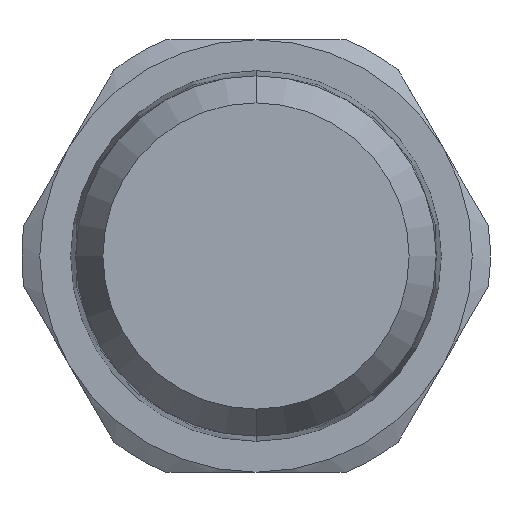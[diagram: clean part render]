
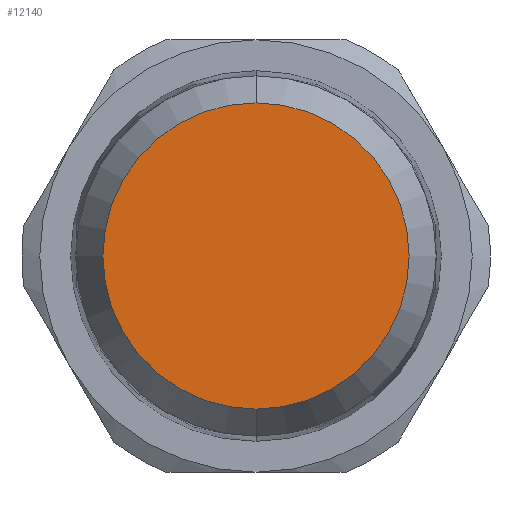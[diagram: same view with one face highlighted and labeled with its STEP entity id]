
A CAD part, front view. The second image highlights one B-rep face of the part: STEP entity #12140.
In plain terms, the highlighted planar face has unit normal (0, -1, 0).
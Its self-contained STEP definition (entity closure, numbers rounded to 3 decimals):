
#1445 = CIRCLE ( 'NONE', #3426, 4.25 ) ;
#1493 = CIRCLE ( 'NONE', #3438, 4.25 ) ;
#3426 = AXIS2_PLACEMENT_3D ( 'NONE', #3864, #3865, #3866 ) ;
#3438 = AXIS2_PLACEMENT_3D ( 'NONE', #3935, #3936, #3937 ) ;
#3864 = CARTESIAN_POINT ( 'NONE',  ( 0., -10., 0. ) ) ;
#3865 = DIRECTION ( 'NONE',  ( 0., 1., 0. ) ) ;
#3866 = DIRECTION ( 'NONE',  ( 0., 0., 1. ) ) ;
#3935 = CARTESIAN_POINT ( 'NONE',  ( 0., -10., 0. ) ) ;
#3936 = DIRECTION ( 'NONE',  ( 0., 1., 0. ) ) ;
#3937 = DIRECTION ( 'NONE',  ( 0., 0., 1. ) ) ;
#6710 = EDGE_LOOP ( 'NONE', ( #8672, #8673 ) ) ;
#8514 = CARTESIAN_POINT ( 'NONE',  ( 0., -10., 4.25 ) ) ;
#8522 = CARTESIAN_POINT ( 'NONE',  ( 0., -10., -4.25 ) ) ;
#8672 = ORIENTED_EDGE ( 'NONE', *, *, #11598, .F. ) ;
#8673 = ORIENTED_EDGE ( 'NONE', *, *, #11628, .F. ) ;
#10549 = VERTEX_POINT ( 'NONE', #8514 ) ;
#10559 = VERTEX_POINT ( 'NONE', #8522 ) ;
#11598 = EDGE_CURVE ( 'NONE', #10549, #10559, #1445, .T. ) ;
#11628 = EDGE_CURVE ( 'NONE', #10559, #10549, #1493, .T. ) ;
#12140 = ADVANCED_FACE ( 'NONE', ( #12794 ), #12971, .T. ) ;
#12561 = AXIS2_PLACEMENT_3D ( 'NONE', #12979, #12980, #12981 ) ;
#12794 = FACE_OUTER_BOUND ( 'NONE', #6710, .T. ) ;
#12971 = PLANE ( 'NONE',  #12561 ) ;
#12979 = CARTESIAN_POINT ( 'NONE',  ( 4.25, -10., 0. ) ) ;
#12980 = DIRECTION ( 'NONE',  ( 0., -1., 0. ) ) ;
#12981 = DIRECTION ( 'NONE',  ( 0., 0., -1. ) ) ;
